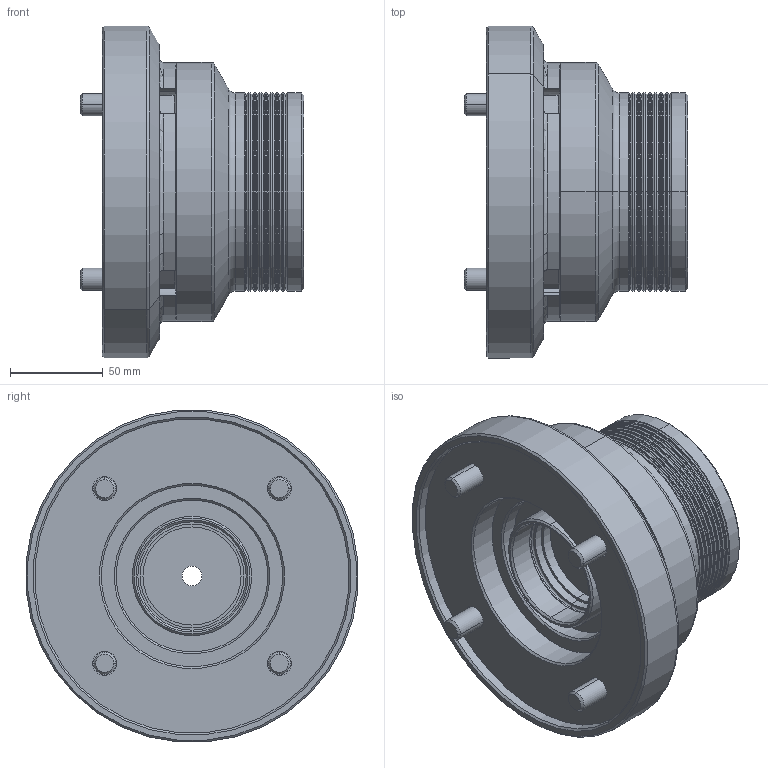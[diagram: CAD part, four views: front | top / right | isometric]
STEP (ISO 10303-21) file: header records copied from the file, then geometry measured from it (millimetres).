
FILE_DESCRIPTION (( 'STEP AP203' ), '1' );
FILE_NAME ('CF-CBE-5217.STEP', '2020-10-28T07:56:21', ( '' ), ( '' ), 'SwSTEP 2.0', 'SolidWorks 2016', '' );
FILE_SCHEMA (( 'CONFIG_CONTROL_DESIGN' ));
Length unit declared in the file: millimetre
Products named in the file (5): CF-CBE-52-01000; CF-CBE-5217-04010; CF-CBE-5217-01000; 圓頭內六角螺栓_M12x30; CF-CBE-5217
Assembly tree (7 placements, depth 2):
  CF-CBE-5217
    CF-CBE-52-01000
    CF-CBE-5217-04010
    CF-CBE-5217-01000
    圓頭內六角螺栓_M12x30  x4
Bounding box: 121 x 179.31 x 179.31 mm (x, y, z)
Volume: 1154864.4 mm3; surface area: 193301.4 mm2
Topology: 7 solids, 7 shells, 357 faces, 796 edges, 462 vertices
Faces by surface type: cylinder 112, cone 108, plane 87, torus 50
Entity records: 8557 total; most frequent: DIRECTION 1546, CARTESIAN_POINT 1505, ORIENTED_EDGE 1236, AXIS2_PLACEMENT_3D 668, EDGE_CURVE 618, CIRCLE 376, VERTEX_POINT 363, EDGE_LOOP 315
